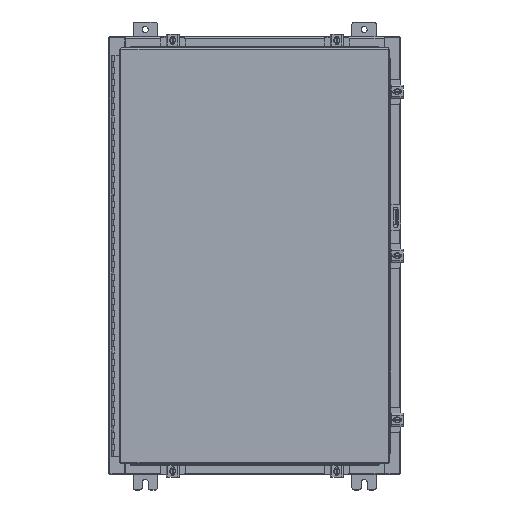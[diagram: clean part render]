
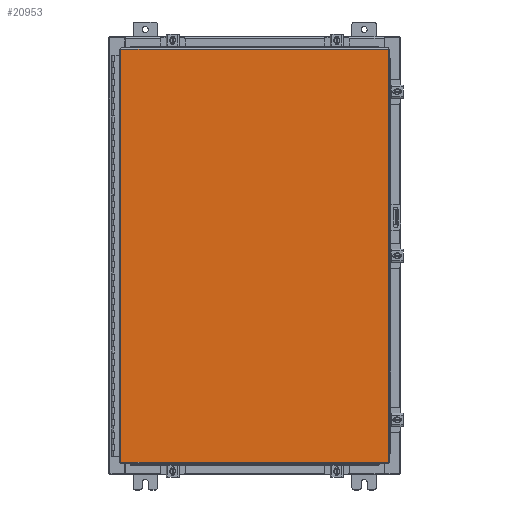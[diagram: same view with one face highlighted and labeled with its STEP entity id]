
A CAD part, top view. The second image highlights one B-rep face of the part: STEP entity #20953.
In plain terms, the highlighted planar face has unit normal (0, 0, 1).
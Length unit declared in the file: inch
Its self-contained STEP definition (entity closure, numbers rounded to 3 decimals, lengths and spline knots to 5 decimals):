
#152 = VECTOR ( 'NONE', #12157, 39.37008 ) ;
#1570 = ORIENTED_EDGE ( 'NONE', *, *, #20024, .T. ) ;
#1983 = CARTESIAN_POINT ( 'NONE',  ( 0., 0., 0. ) ) ;
#2294 = CARTESIAN_POINT ( 'NONE',  ( 10.9903, -17.0063, 0. ) ) ;
#2465 = FACE_OUTER_BOUND ( 'NONE', #27519, .T. ) ;
#4028 = ORIENTED_EDGE ( 'NONE', *, *, #34566, .T. ) ;
#4742 = VERTEX_POINT ( 'NONE', #30191 ) ;
#5471 = CARTESIAN_POINT ( 'NONE',  ( -10.9903, -17.0063, 0. ) ) ;
#6133 = LINE ( 'NONE', #23297, #39651 ) ;
#7067 = DIRECTION ( 'NONE',  ( 0., -1., 0. ) ) ;
#8840 = LINE ( 'NONE', #41299, #152 ) ;
#9511 = CARTESIAN_POINT ( 'NONE',  ( 10.9903, -17.0063, 0. ) ) ;
#9953 = VECTOR ( 'NONE', #39213, 39.37008 ) ;
#10932 = ORIENTED_EDGE ( 'NONE', *, *, #17748, .T. ) ;
#12157 = DIRECTION ( 'NONE',  ( 1., 0., 0. ) ) ;
#15082 = PLANE ( 'NONE',  #23181 ) ;
#17748 = EDGE_CURVE ( 'NONE', #23927, #37015, #8840, .T. ) ;
#19426 = CARTESIAN_POINT ( 'NONE',  ( -10.9903, 17.0063, 0. ) ) ;
#19611 = LINE ( 'NONE', #19744, #9953 ) ;
#19744 = CARTESIAN_POINT ( 'NONE',  ( 10.9903, 17.0063, 0. ) ) ;
#20024 = EDGE_CURVE ( 'NONE', #23460, #23927, #6133, .T. ) ;
#20953 = ADVANCED_FACE ( 'NONE', ( #2465 ), #15082, .F. ) ;
#21624 = DIRECTION ( 'NONE',  ( -1., 0., 0. ) ) ;
#23181 = AXIS2_PLACEMENT_3D ( 'NONE', #1983, #41077, #21624 ) ;
#23297 = CARTESIAN_POINT ( 'NONE',  ( -10.9903, 17.0063, 0. ) ) ;
#23460 = VERTEX_POINT ( 'NONE', #19426 ) ;
#23927 = VERTEX_POINT ( 'NONE', #5471 ) ;
#24942 = ORIENTED_EDGE ( 'NONE', *, *, #29465, .T. ) ;
#26908 = VECTOR ( 'NONE', #38782, 39.37008 ) ;
#27519 = EDGE_LOOP ( 'NONE', ( #10932, #4028, #24942, #1570 ) ) ;
#29465 = EDGE_CURVE ( 'NONE', #4742, #23460, #19611, .T. ) ;
#30191 = CARTESIAN_POINT ( 'NONE',  ( 10.9903, 17.0063, 0. ) ) ;
#34566 = EDGE_CURVE ( 'NONE', #37015, #4742, #35510, .T. ) ;
#35510 = LINE ( 'NONE', #9511, #26908 ) ;
#37015 = VERTEX_POINT ( 'NONE', #2294 ) ;
#38782 = DIRECTION ( 'NONE',  ( 0., 1., 0. ) ) ;
#39213 = DIRECTION ( 'NONE',  ( -1., 0., 0. ) ) ;
#39651 = VECTOR ( 'NONE', #7067, 39.37008 ) ;
#41077 = DIRECTION ( 'NONE',  ( 0., 0., -1. ) ) ;
#41299 = CARTESIAN_POINT ( 'NONE',  ( -10.9903, -17.0063, 0. ) ) ;
